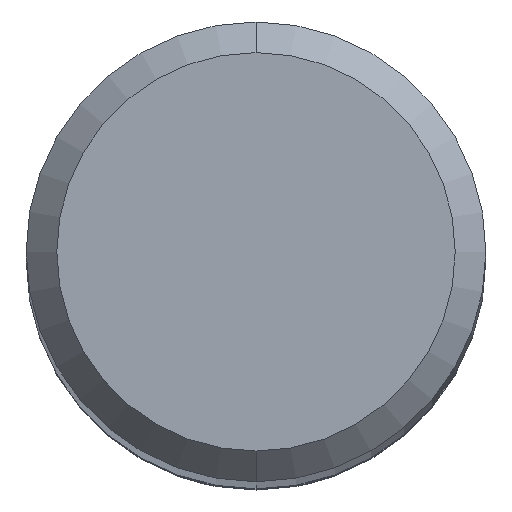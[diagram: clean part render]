
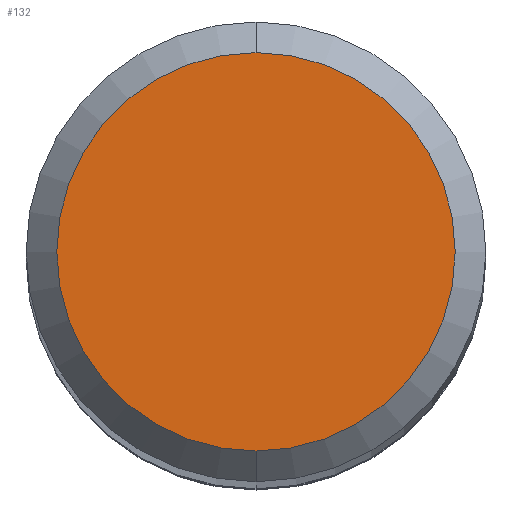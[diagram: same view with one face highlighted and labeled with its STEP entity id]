
A CAD part, top view. The second image highlights one B-rep face of the part: STEP entity #132.
In plain terms, the highlighted planar face has unit normal (0, 0, 1).
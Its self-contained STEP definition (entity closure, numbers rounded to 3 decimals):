
#108=VERTEX_POINT('',#272);
#132=ADVANCED_FACE('',(#302),#303,.T.);
#136=EDGE_CURVE('',#108,#168,#307,.T.);
#168=VERTEX_POINT('',#340);
#194=EDGE_CURVE('',#168,#108,#370,.T.);
#272=CARTESIAN_POINT('',(0.0,2.6,0.0));
#302=FACE_OUTER_BOUND('',#483,.T.);
#303=PLANE('',#484);
#307=CIRCLE('',#491,2.6);
#340=CARTESIAN_POINT('',(0.,-2.6,0.0));
#370=CIRCLE('',#569,2.6);
#483=EDGE_LOOP('',(#706,#707));
#484=AXIS2_PLACEMENT_3D('',#708,#709,#710);
#491=AXIS2_PLACEMENT_3D('',#712,#713,#714);
#569=AXIS2_PLACEMENT_3D('',#778,#779,#780);
#706=ORIENTED_EDGE('',*,*,#136,.F.);
#707=ORIENTED_EDGE('',*,*,#194,.F.);
#708=CARTESIAN_POINT('',(0.0,1.3,0.0));
#709=DIRECTION('',(-0.0,0.0,1.0));
#710=DIRECTION('',(0.0,-1.0,0.0));
#712=CARTESIAN_POINT('',(0.0,0.0,0.0));
#713=DIRECTION('',(0.0,0.0,-1.0));
#714=DIRECTION('',(0.0,1.0,0.0));
#778=CARTESIAN_POINT('',(0.0,0.0,0.0));
#779=DIRECTION('',(0.0,0.0,-1.0));
#780=DIRECTION('',(0.0,1.0,0.0));
